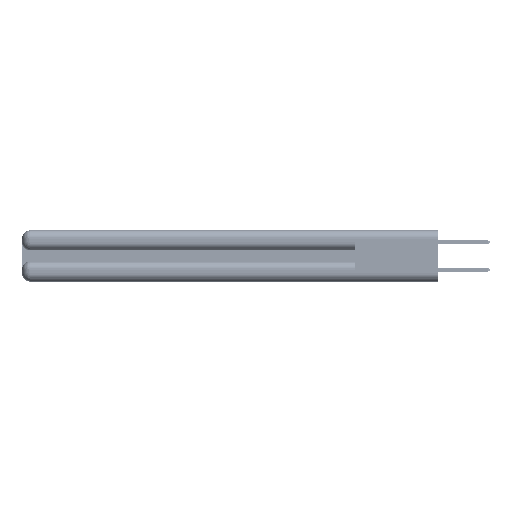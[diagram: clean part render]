
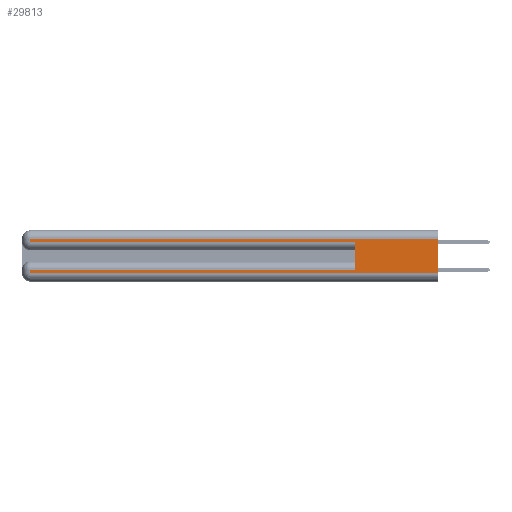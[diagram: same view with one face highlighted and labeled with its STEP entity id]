
A CAD part, left-side view. The second image highlights one B-rep face of the part: STEP entity #29813.
In plain terms, the highlighted planar face has unit normal (-1, 0, 0).
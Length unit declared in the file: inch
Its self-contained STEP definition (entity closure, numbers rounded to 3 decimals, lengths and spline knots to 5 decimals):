
#542 = VERTEX_POINT ( 'NONE', #28253 ) ;
#1167 = LINE ( 'NONE', #31621, #31110 ) ;
#5753 = LINE ( 'NONE', #8328, #53826 ) ;
#5888 = CARTESIAN_POINT ( 'NONE',  ( 0., 0.6, 0.285 ) ) ;
#7015 = CARTESIAN_POINT ( 'NONE',  ( 0., 0., 0.31 ) ) ;
#8328 = CARTESIAN_POINT ( 'NONE',  ( 0., 0., 0.31 ) ) ;
#8774 = ORIENTED_EDGE ( 'NONE', *, *, #50080, .T. ) ;
#9189 = VECTOR ( 'NONE', #27240, 39.37008 ) ;
#9900 = EDGE_CURVE ( 'NONE', #51652, #542, #24662, .T. ) ;
#10787 = CARTESIAN_POINT ( 'NONE',  ( 0., 2.94, 0.37 ) ) ;
#13519 = VECTOR ( 'NONE', #27884, 39.37008 ) ;
#14420 = EDGE_LOOP ( 'NONE', ( #56353, #42366, #38921, #36553, #49742, #8774, #49160, #35022 ) ) ;
#15661 = FACE_OUTER_BOUND ( 'NONE', #14420, .T. ) ;
#16604 = LINE ( 'NONE', #18998, #24960 ) ;
#17010 = CARTESIAN_POINT ( 'NONE',  ( 0., 2.94, 0.06 ) ) ;
#17570 = EDGE_CURVE ( 'NONE', #38304, #51652, #5753, .T. ) ;
#17598 = DIRECTION ( 'NONE',  ( 0., 0., -1. ) ) ;
#17916 = EDGE_CURVE ( 'NONE', #24721, #47230, #31431, .T. ) ;
#18481 = CARTESIAN_POINT ( 'NONE',  ( 0., 0.6, 0.085 ) ) ;
#18998 = CARTESIAN_POINT ( 'NONE',  ( 0., 0., 0.285 ) ) ;
#19586 = CARTESIAN_POINT ( 'NONE',  ( 0., 0.6, 0.145 ) ) ;
#19744 = CARTESIAN_POINT ( 'NONE',  ( 0., 2.94, 0.31 ) ) ;
#19940 = DIRECTION ( 'NONE',  ( 0., 0., -1. ) ) ;
#20612 = VECTOR ( 'NONE', #30505, 39.37008 ) ;
#20694 = DIRECTION ( 'NONE',  ( 1., 0., 0. ) ) ;
#20992 = LINE ( 'NONE', #53972, #9189 ) ;
#21978 = EDGE_CURVE ( 'NONE', #48944, #35258, #32458, .T. ) ;
#24463 = AXIS2_PLACEMENT_3D ( 'NONE', #46443, #20694, #19940 ) ;
#24469 = CARTESIAN_POINT ( 'NONE',  ( 0., 0., 0.06 ) ) ;
#24662 = LINE ( 'NONE', #10787, #13519 ) ;
#24721 = VERTEX_POINT ( 'NONE', #18481 ) ;
#24960 = VECTOR ( 'NONE', #28511, 39.37008 ) ;
#25425 = VECTOR ( 'NONE', #17598, 39.37008 ) ;
#26110 = DIRECTION ( 'NONE',  ( 0., 1., 0. ) ) ;
#26848 = LINE ( 'NONE', #39982, #25425 ) ;
#27240 = DIRECTION ( 'NONE',  ( 0., 1., 0. ) ) ;
#27884 = DIRECTION ( 'NONE',  ( 0., 0., -1. ) ) ;
#28253 = CARTESIAN_POINT ( 'NONE',  ( 0., 2.94, 0.285 ) ) ;
#28511 = DIRECTION ( 'NONE',  ( 0., -1., 0. ) ) ;
#29813 = ADVANCED_FACE ( 'NONE', ( #15661 ), #54831, .F. ) ;
#30505 = DIRECTION ( 'NONE',  ( 0., -1., 0. ) ) ;
#31110 = VECTOR ( 'NONE', #40031, 39.37008 ) ;
#31431 = LINE ( 'NONE', #19586, #46824 ) ;
#31621 = CARTESIAN_POINT ( 'NONE',  ( 0., 2.94, 0.37 ) ) ;
#32458 = LINE ( 'NONE', #24469, #20612 ) ;
#33937 = EDGE_CURVE ( 'NONE', #542, #47230, #16604, .T. ) ;
#35022 = ORIENTED_EDGE ( 'NONE', *, *, #21978, .T. ) ;
#35258 = VERTEX_POINT ( 'NONE', #37146 ) ;
#35576 = EDGE_CURVE ( 'NONE', #38298, #48944, #1167, .T. ) ;
#36553 = ORIENTED_EDGE ( 'NONE', *, *, #33937, .T. ) ;
#37146 = CARTESIAN_POINT ( 'NONE',  ( 0., 0., 0.06 ) ) ;
#38298 = VERTEX_POINT ( 'NONE', #42620 ) ;
#38304 = VERTEX_POINT ( 'NONE', #7015 ) ;
#38921 = ORIENTED_EDGE ( 'NONE', *, *, #9900, .T. ) ;
#39982 = CARTESIAN_POINT ( 'NONE',  ( 0., 0., 0.37 ) ) ;
#40031 = DIRECTION ( 'NONE',  ( 0., 0., -1. ) ) ;
#42366 = ORIENTED_EDGE ( 'NONE', *, *, #17570, .T. ) ;
#42620 = CARTESIAN_POINT ( 'NONE',  ( 0., 2.94, 0.085 ) ) ;
#45681 = DIRECTION ( 'NONE',  ( 0., 0., 1. ) ) ;
#46443 = CARTESIAN_POINT ( 'NONE',  ( 0., 0., 0.37 ) ) ;
#46824 = VECTOR ( 'NONE', #45681, 39.37008 ) ;
#47230 = VERTEX_POINT ( 'NONE', #5888 ) ;
#48944 = VERTEX_POINT ( 'NONE', #17010 ) ;
#49160 = ORIENTED_EDGE ( 'NONE', *, *, #35576, .T. ) ;
#49742 = ORIENTED_EDGE ( 'NONE', *, *, #17916, .F. ) ;
#50080 = EDGE_CURVE ( 'NONE', #24721, #38298, #20992, .T. ) ;
#51652 = VERTEX_POINT ( 'NONE', #19744 ) ;
#53826 = VECTOR ( 'NONE', #26110, 39.37008 ) ;
#53972 = CARTESIAN_POINT ( 'NONE',  ( 0., 0., 0.085 ) ) ;
#54831 = PLANE ( 'NONE',  #24463 ) ;
#56353 = ORIENTED_EDGE ( 'NONE', *, *, #56640, .F. ) ;
#56640 = EDGE_CURVE ( 'NONE', #38304, #35258, #26848, .T. ) ;
